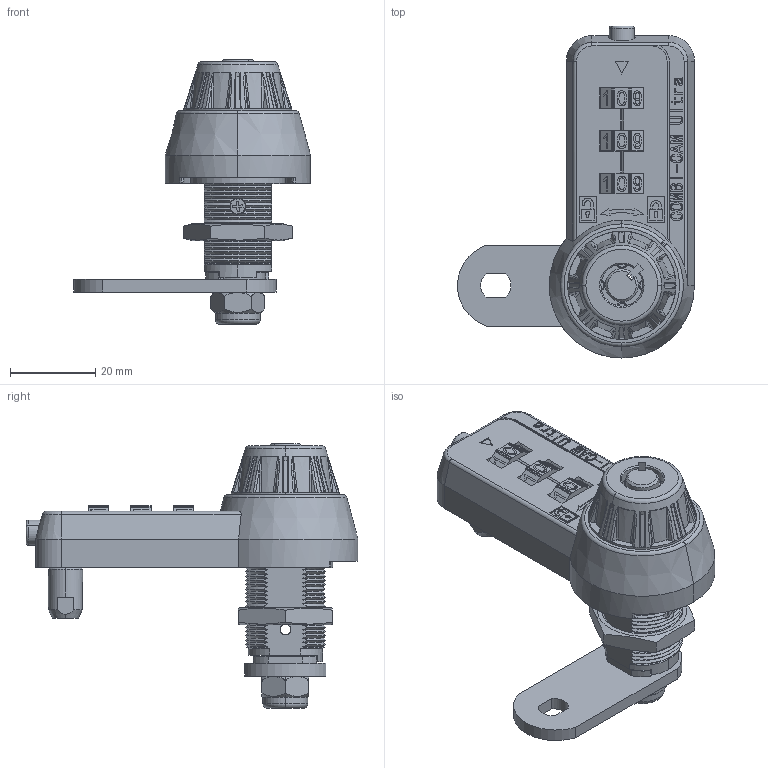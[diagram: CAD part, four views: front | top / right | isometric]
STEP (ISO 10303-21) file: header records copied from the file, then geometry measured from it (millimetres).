
FILE_DESCRIPTION (( 'STEP AP203' ), '1' );
FILE_NAME ('10744003011 .STEP', '2019-02-14T09:38:28', ( 'r232' ), ( '' ), 'SwSTEP 2.0', 'SolidWorks 2015', '' );
FILE_SCHEMA (( 'CONFIG_CONTROL_DESIGN' ));
Products named in the file (1): 10744003011 
Bounding box: 55.47 x 77.75 x 61.9 mm (x, y, z)
Surface area: 18610.9 mm2 (no closed solid volume)
Topology: 0 solids, 47 shells, 1028 faces, 3747 edges, 2720 vertices
Faces by surface type: plane 448, cylinder 209, cone 172, bspline 172, torus 27
Entity records: 49093 total; most frequent: CARTESIAN_POINT 18884, ORIENTED_EDGE 6204, DIRECTION 5707, EDGE_CURVE 3747, VERTEX_POINT 2720, AXIS2_PLACEMENT_3D 1960, LINE 1787, VECTOR 1787
